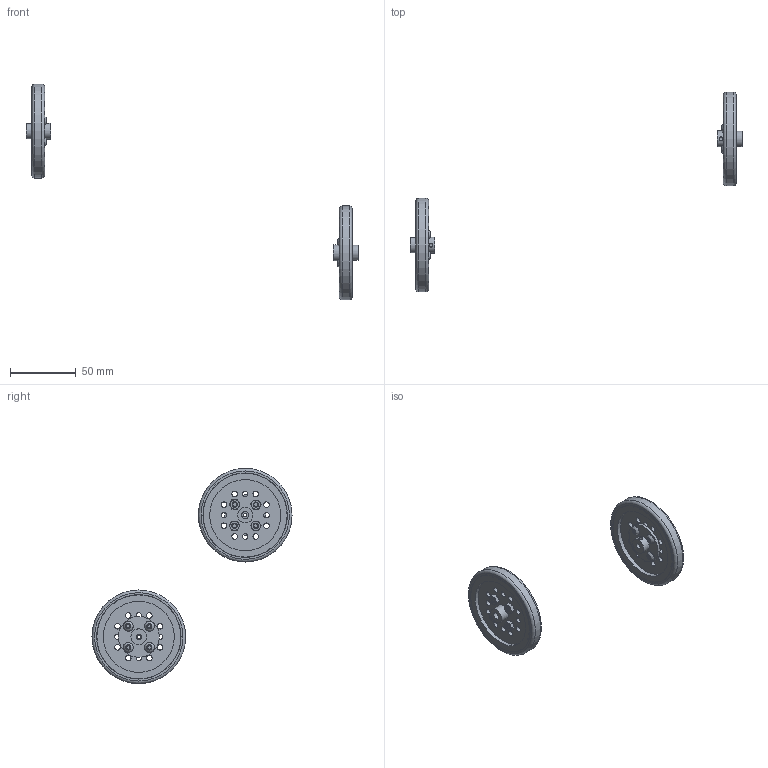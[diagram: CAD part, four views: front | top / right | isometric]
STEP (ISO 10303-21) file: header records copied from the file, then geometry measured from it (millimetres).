
FILE_DESCRIPTION( ( '' ), ' ' );
FILE_NAME( '5e2f05b4dcd40112aef4bf5e.step', '2020-01-27T15:45:56', ( '' ), ( '' ), ' ', ' ', ' ' );
FILE_SCHEMA( ( 'AUTOMOTIVE_DESIGN { 1 0 10303 214 1 1 1 1 }' ) );
Length unit declared in the file: metre
Products named in the file (8): Base Kit Wheel <1>; BK Tire; BK Wheel; Base Kit Wheel <2>; Assem1; 2801-0004-0032; 08-0024 4mm Hub; 2802-0004-0008
Assembly tree (24 placements, depth 3):
  Assem1
    2801-0004-0032  x8
    08-0024 4mm Hub  x2
    2802-0004-0008  x8
    Base Kit Wheel <2>
      BK Tire
      BK Wheel
    Base Kit Wheel <1>
      BK Tire
      BK Wheel
Bounding box: 251.7 x 151.66 x 163.21 mm (x, y, z)
Volume: 53555.8 mm3; surface area: 39698.6 mm2
Topology: 22 solids, 22 shells, 498 faces, 1674 edges, 1256 vertices
Faces by surface type: cone 168, plane 168, cylinder 110, bspline 32, torus 12, sphere 8
Full cylindrical faces by diameter (mm): 2.5 x2, 3 x2, 4 x2, 4.2 x32, 4.225 x8, 5.5 x2, 6 x2, 7.6 x8, 11.6 x2, 12 x2, 31 x2, 53.9 x4, 59.6 x4, 64 x4, 71 x2
Entity records: 6281 total; most frequent: CARTESIAN_POINT 2898, ORIENTED_EDGE 494, DIRECTION 478, EDGE_CURVE 247, AXIS2_PLACEMENT_3D 230, VERTEX_POINT 207, EDGE_LOOP 204, FACE_OUTER_BOUND 144
